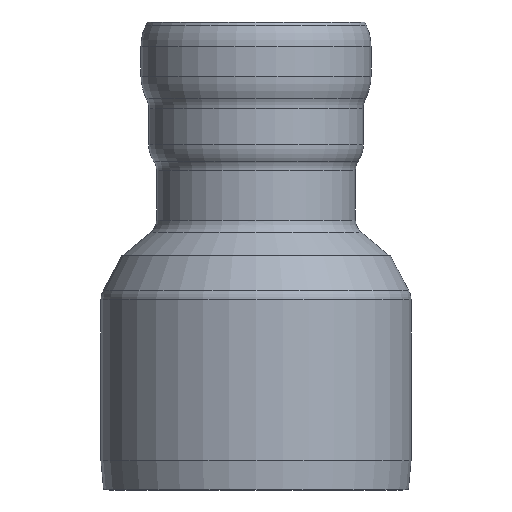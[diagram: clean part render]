
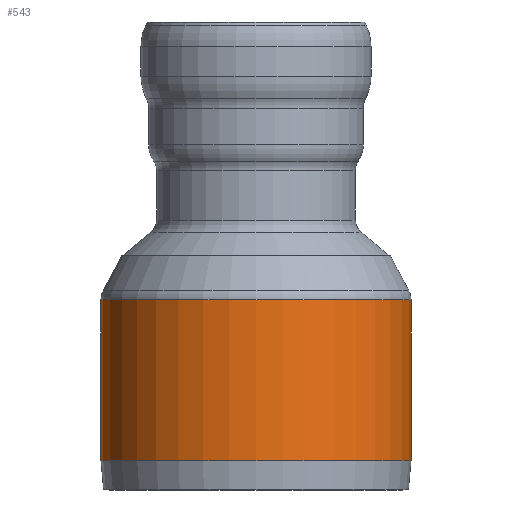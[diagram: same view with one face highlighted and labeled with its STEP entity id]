
A CAD part, front view. The second image highlights one B-rep face of the part: STEP entity #543.
In plain terms, the highlighted cylindrical face has radius 795 mm (diameter 1590 mm), a full revolution.
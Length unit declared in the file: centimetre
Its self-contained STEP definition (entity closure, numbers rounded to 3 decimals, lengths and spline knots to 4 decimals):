
#19=CYLINDRICAL_SURFACE('',#596,79.5);
#39=LINE('',#941,#55);
#55=VECTOR('',#732,79.5);
#83=FACE_OUTER_BOUND('',#119,.T.);
#119=EDGE_LOOP('',(#391,#392,#393,#394,#395));
#149=CIRCLE('',#575,79.5);
#150=CIRCLE('',#576,79.5);
#161=CIRCLE('',#595,79.5);
#216=VERTEX_POINT('',#901);
#217=VERTEX_POINT('',#903);
#227=VERTEX_POINT('',#937);
#271=EDGE_CURVE('',#216,#217,#149,.T.);
#272=EDGE_CURVE('',#217,#216,#150,.T.);
#287=EDGE_CURVE('',#227,#227,#161,.T.);
#289=EDGE_CURVE('',#217,#227,#39,.T.);
#391=ORIENTED_EDGE('',*,*,#272,.F.);
#392=ORIENTED_EDGE('',*,*,#289,.T.);
#393=ORIENTED_EDGE('',*,*,#287,.T.);
#394=ORIENTED_EDGE('',*,*,#289,.F.);
#395=ORIENTED_EDGE('',*,*,#271,.F.);
#543=ADVANCED_FACE('',(#83),#19,.T.);
#575=AXIS2_PLACEMENT_3D('',#904,#683,#684);
#576=AXIS2_PLACEMENT_3D('',#905,#685,#686);
#595=AXIS2_PLACEMENT_3D('',#938,#727,#728);
#596=AXIS2_PLACEMENT_3D('',#940,#730,#731);
#683=DIRECTION('center_axis',(0.,0.,1.));
#684=DIRECTION('ref_axis',(1.,0.,0.));
#685=DIRECTION('center_axis',(0.,0.,1.));
#686=DIRECTION('ref_axis',(1.,0.,0.));
#727=DIRECTION('center_axis',(0.,0.,1.));
#728=DIRECTION('ref_axis',(1.,0.,0.));
#730=DIRECTION('center_axis',(0.,0.,1.));
#731=DIRECTION('ref_axis',(1.,0.,0.));
#732=DIRECTION('',(0.,0.,-1.));
#901=CARTESIAN_POINT('',(0.,79.5,97.5351));
#903=CARTESIAN_POINT('',(-79.5,0.,97.5351));
#904=CARTESIAN_POINT('Origin',(0.,0.,97.5351));
#905=CARTESIAN_POINT('Origin',(0.,0.,97.5351));
#937=CARTESIAN_POINT('',(-79.5,0.,15.));
#938=CARTESIAN_POINT('Origin',(0.,0.,15.));
#940=CARTESIAN_POINT('Origin',(0.,0.,56.2675));
#941=CARTESIAN_POINT('',(-79.5,0.,56.2675));
